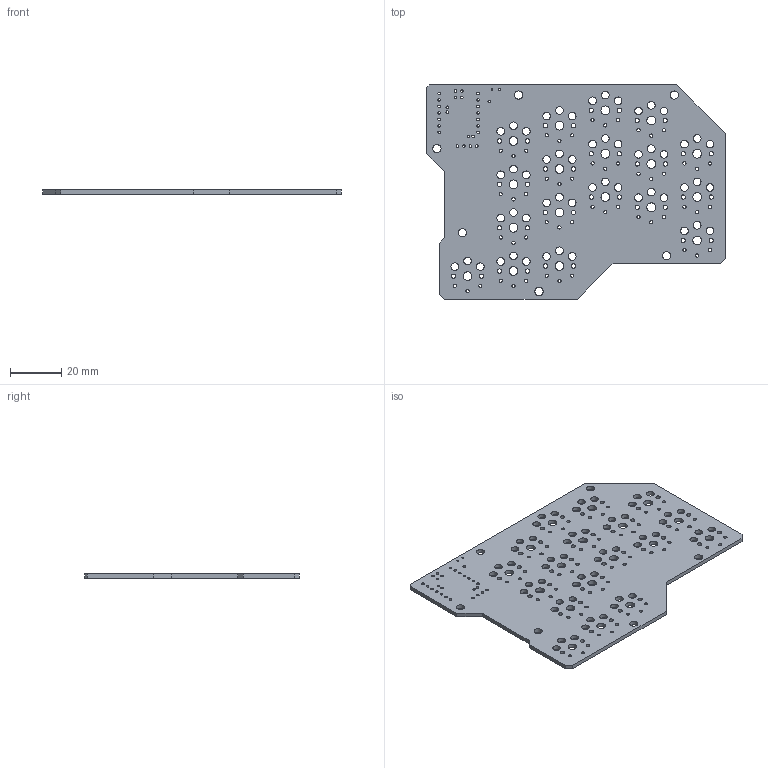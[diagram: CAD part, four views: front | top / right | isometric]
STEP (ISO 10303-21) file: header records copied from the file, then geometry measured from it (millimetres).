
FILE_DESCRIPTION(/* description */ ('STEP AP242','CAx-IF Rec.Pracs.---Representation and Presentation of Product Manufacturing Information (PMI)---4.0---2014-10-13','CAx-IF Rec.Pracs.---3D Tessellated Geometry---0.4---2014-09-14','2;1'),/* implementation_level */ '2;1');
FILE_NAME(/* name */ '660bfdbc962ad809f5599739',/* time_stamp */ '2024-04-02T12:44:45Z',/* author */ (''),/* organization */ (''),/* preprocessor_version */ 'ST-DEVELOPER v19.4',/* originating_system */ ' ',/* authorisation */ ' ');
FILE_SCHEMA (('AP242_MANAGED_MODEL_BASED_3D_ENGINEERING_MIM_LF { 1 0 10303 442 1 1 4 }'));
Length unit declared in the file: metre
Products named in the file (1): Razer36_V2 PCB
Bounding box: 117 x 84 x 1.6 mm (x, y, z)
Volume: 12531 mm3; surface area: 18286.4 mm2
Topology: 1 solids, 1 shells, 213 faces, 633 edges, 422 vertices
Faces by surface type: cylinder 197, plane 16
Full cylindrical faces by diameter (mm): 0.7 x2, 1 x19, 1.016 x8, 1.27 x54, 1.702 x36, 3 x54, 3.2 x6, 3.429 x18
Entity records: 7206 total; most frequent: DIRECTION 1258, CARTESIAN_POINT 1072, ORIENTED_EDGE 872, EDGE_LOOP 804, FACE_BOUND 804, AXIS2_PLACEMENT_3D 608, EDGE_CURVE 436, VERTEX_POINT 422
